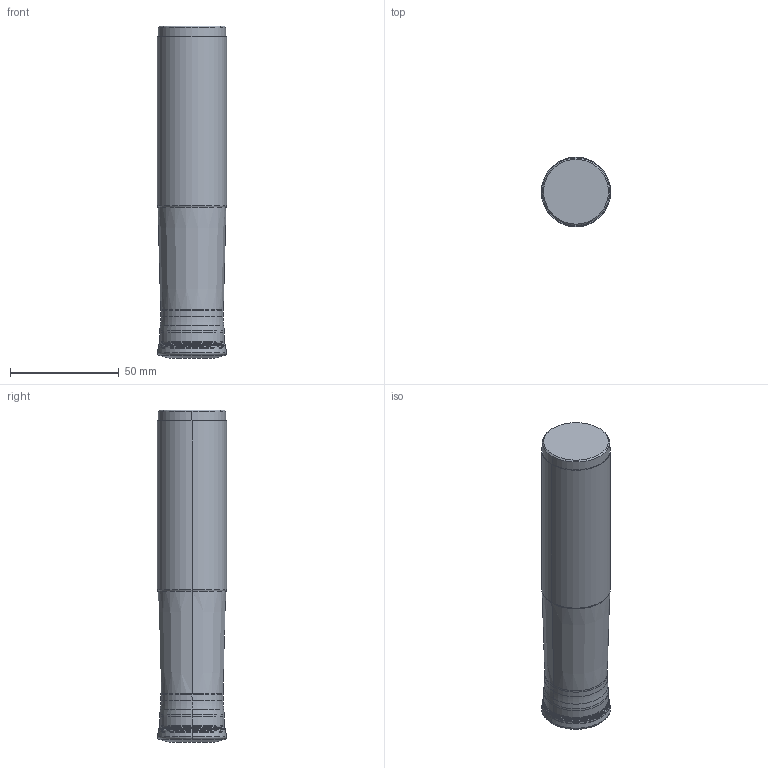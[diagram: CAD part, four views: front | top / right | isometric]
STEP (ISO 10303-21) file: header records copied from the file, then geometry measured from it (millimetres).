
FILE_DESCRIPTION(/* description */ (''),/* implementation_level */ '2;1');
FILE_NAME(/* name */ 'WJX09UR2002FA20S_IR0_047.stp',/* time_stamp */ '2025-07-03T15:23:32+09:00',/* author */ (''),/* organization */ (''),/* preprocessor_version */ 'ST-DEVELOPER v18.101',/* originating_system */ 'SIEMENS PLM Software NX 2011',/* authorisation */ '');
FILE_SCHEMA (('AUTOMOTIVE_DESIGN { 1 0 10303 214 3 1 1 1 }'));
Length unit declared in the file: millimetre
Products named in the file (1): WJX09UR2002FA20S_IR0_047_ASM
Bounding box: 31.75 x 31.75 x 152.4 mm (x, y, z)
Volume: 117898.4 mm3; surface area: 18260.6 mm2
Topology: 2 solids, 2 shells, 176 faces, 434 edges, 333 vertices
Faces by surface type: torus 100, cone 32, bspline 26, cylinder 8, sphere 6, plane 4
Entity records: 6362 total; most frequent: CARTESIAN_POINT 2333, DIRECTION 831, ORIENTED_EDGE 728, AXIS2_PLACEMENT_3D 397, EDGE_CURVE 364, CIRCLE 239, VERTEX_POINT 192, EDGE_LOOP 178
